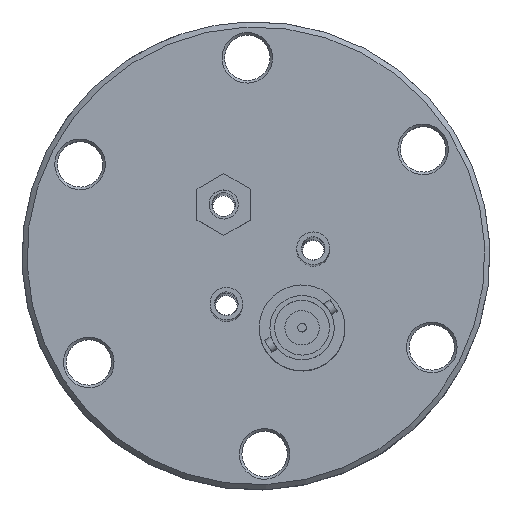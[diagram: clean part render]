
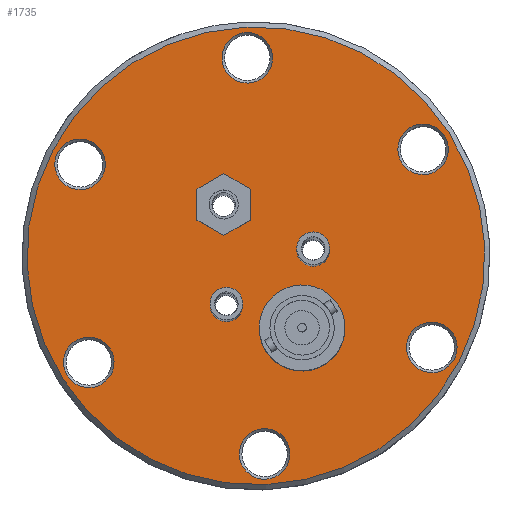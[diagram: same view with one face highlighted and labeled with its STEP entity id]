
A CAD part, top view. The second image highlights one B-rep face of the part: STEP entity #1735.
In plain terms, the highlighted face is planar.
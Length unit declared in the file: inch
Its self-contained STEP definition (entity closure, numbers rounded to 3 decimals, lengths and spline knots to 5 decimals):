
#1735=ADVANCED_FACE('',(#2543,#2544,#2545,#2546,#2547,#2548,#2549,#2550,
#2551,#2552,#2553),#2179,.T.);
#2179=PLANE('',#7620);
#2543=FACE_BOUND('',#2826,.T.);
#2544=FACE_BOUND('',#2827,.T.);
#2545=FACE_BOUND('',#2828,.T.);
#2546=FACE_BOUND('',#2829,.T.);
#2547=FACE_BOUND('',#2830,.T.);
#2548=FACE_BOUND('',#2831,.T.);
#2549=FACE_BOUND('',#2832,.T.);
#2550=FACE_BOUND('',#2833,.T.);
#2551=FACE_BOUND('',#2834,.T.);
#2552=FACE_BOUND('',#2835,.T.);
#2553=FACE_BOUND('',#2836,.T.);
#2826=EDGE_LOOP('',(#3429));
#2827=EDGE_LOOP('',(#3430));
#2828=EDGE_LOOP('',(#3431));
#2829=EDGE_LOOP('',(#3432));
#2830=EDGE_LOOP('',(#3433));
#2831=EDGE_LOOP('',(#3434));
#2832=EDGE_LOOP('',(#3435));
#2833=EDGE_LOOP('',(#3436));
#2834=EDGE_LOOP('',(#3437));
#2835=EDGE_LOOP('',(#3438));
#2836=EDGE_LOOP('',(#3439));
#3429=ORIENTED_EDGE('',*,*,#6342,.T.);
#3430=ORIENTED_EDGE('',*,*,#6343,.F.);
#3431=ORIENTED_EDGE('',*,*,#6344,.F.);
#3432=ORIENTED_EDGE('',*,*,#6345,.F.);
#3433=ORIENTED_EDGE('',*,*,#6346,.T.);
#3434=ORIENTED_EDGE('',*,*,#6341,.F.);
#3435=ORIENTED_EDGE('',*,*,#6347,.F.);
#3436=ORIENTED_EDGE('',*,*,#6348,.F.);
#3437=ORIENTED_EDGE('',*,*,#6349,.F.);
#3438=ORIENTED_EDGE('',*,*,#6350,.F.);
#3439=ORIENTED_EDGE('',*,*,#6351,.F.);
#5577=VERTEX_POINT('',#9758);
#5578=VERTEX_POINT('',#9761);
#5579=VERTEX_POINT('',#9763);
#5580=VERTEX_POINT('',#9765);
#5581=VERTEX_POINT('',#9767);
#5582=VERTEX_POINT('',#9769);
#5583=VERTEX_POINT('',#9771);
#5584=VERTEX_POINT('',#9773);
#5585=VERTEX_POINT('',#9775);
#5586=VERTEX_POINT('',#9777);
#5587=VERTEX_POINT('',#9779);
#6341=EDGE_CURVE('',#5577,#5577,#7413,.T.);
#6342=EDGE_CURVE('',#5578,#5578,#7414,.T.);
#6343=EDGE_CURVE('',#5579,#5579,#7415,.T.);
#6344=EDGE_CURVE('',#5580,#5580,#7416,.T.);
#6345=EDGE_CURVE('',#5581,#5581,#7417,.T.);
#6346=EDGE_CURVE('',#5582,#5582,#7418,.T.);
#6347=EDGE_CURVE('',#5583,#5583,#7419,.T.);
#6348=EDGE_CURVE('',#5584,#5584,#7420,.T.);
#6349=EDGE_CURVE('',#5585,#5585,#7421,.T.);
#6350=EDGE_CURVE('',#5586,#5586,#7422,.T.);
#6351=EDGE_CURVE('',#5587,#5587,#7423,.T.);
#7413=CIRCLE('',#7608,0.1475);
#7414=CIRCLE('',#7610,0.25);
#7415=CIRCLE('',#7611,0.0955);
#7416=CIRCLE('',#7612,0.0955);
#7417=CIRCLE('',#7613,0.0955);
#7418=CIRCLE('',#7614,1.335);
#7419=CIRCLE('',#7615,0.1475);
#7420=CIRCLE('',#7616,0.1475);
#7421=CIRCLE('',#7617,0.1475);
#7422=CIRCLE('',#7618,0.1475);
#7423=CIRCLE('',#7619,0.1475);
#7608=AXIS2_PLACEMENT_3D('',#9757,#8236,#8237);
#7610=AXIS2_PLACEMENT_3D('',#9760,#8240,#8241);
#7611=AXIS2_PLACEMENT_3D('',#9762,#8242,#8243);
#7612=AXIS2_PLACEMENT_3D('',#9764,#8244,#8245);
#7613=AXIS2_PLACEMENT_3D('',#9766,#8246,#8247);
#7614=AXIS2_PLACEMENT_3D('',#9768,#8248,#8249);
#7615=AXIS2_PLACEMENT_3D('',#9770,#8250,#8251);
#7616=AXIS2_PLACEMENT_3D('',#9772,#8252,#8253);
#7617=AXIS2_PLACEMENT_3D('',#9774,#8254,#8255);
#7618=AXIS2_PLACEMENT_3D('',#9776,#8256,#8257);
#7619=AXIS2_PLACEMENT_3D('',#9778,#8258,#8259);
#7620=AXIS2_PLACEMENT_3D('',#9780,#8260,#8261);
#8236=DIRECTION('',(0.,0.,-1.));
#8237=DIRECTION('',(-0.87,-0.492,0.));
#8240=DIRECTION('',(0.,0.,1.));
#8241=DIRECTION('',(0.87,0.492,0.));
#8242=DIRECTION('',(0.,0.,-1.));
#8243=DIRECTION('',(-1.,0.,0.));
#8244=DIRECTION('',(0.,0.,-1.));
#8245=DIRECTION('',(-1.,0.,0.));
#8246=DIRECTION('',(0.,0.,-1.));
#8247=DIRECTION('',(-1.,0.,0.));
#8248=DIRECTION('',(0.,0.,-1.));
#8249=DIRECTION('',(-0.492,0.87,0.));
#8250=DIRECTION('',(0.,0.,-1.));
#8251=DIRECTION('',(0.87,0.492,0.));
#8252=DIRECTION('',(0.,0.,-1.));
#8253=DIRECTION('',(0.87,0.492,0.));
#8254=DIRECTION('',(0.,0.,-1.));
#8255=DIRECTION('',(0.87,0.492,0.));
#8256=DIRECTION('',(0.,0.,-1.));
#8257=DIRECTION('',(0.87,0.492,0.));
#8258=DIRECTION('',(0.,0.,-1.));
#8259=DIRECTION('',(0.87,0.492,0.));
#8260=DIRECTION('',(0.,0.,-1.));
#8261=DIRECTION('',(-0.492,0.87,0.));
#9757=CARTESIAN_POINT('',(13.93785,-4.86368,-7.00689));
#9758=CARTESIAN_POINT('',(13.80946,-4.93631,-7.00689));
#9760=CARTESIAN_POINT('',(14.50264,-6.36983,-7.00689));
#9761=CARTESIAN_POINT('',(14.72024,-6.24673,-7.00689));
#9762=CARTESIAN_POINT('',(14.5101,-5.51986,-7.00689));
#9763=CARTESIAN_POINT('',(14.4146,-5.51986,-7.00689));
#9764=CARTESIAN_POINT('',(14.8057,-6.02247,-7.00689));
#9765=CARTESIAN_POINT('',(14.7102,-6.02247,-7.00689));
#9766=CARTESIAN_POINT('',(14.20573,-6.01721,-7.00689));
#9767=CARTESIAN_POINT('',(14.11023,-6.01721,-7.00689));
#9768=CARTESIAN_POINT('',(14.50703,-5.86985,-7.00689));
#9769=CARTESIAN_POINT('',(13.84971,-4.70788,-7.00689));
#9770=CARTESIAN_POINT('',(15.0938,-4.87384,-7.00689));
#9771=CARTESIAN_POINT('',(15.22218,-4.80121,-7.00689));
#9772=CARTESIAN_POINT('',(15.66299,-5.88,-7.00689));
#9773=CARTESIAN_POINT('',(15.79137,-5.80737,-7.00689));
#9774=CARTESIAN_POINT('',(15.07622,-6.87601,-7.00689));
#9775=CARTESIAN_POINT('',(15.2046,-6.80338,-7.00689));
#9776=CARTESIAN_POINT('',(13.92026,-6.86586,-7.00689));
#9777=CARTESIAN_POINT('',(14.04864,-6.79323,-7.00689));
#9778=CARTESIAN_POINT('',(13.35108,-5.85969,-7.00689));
#9779=CARTESIAN_POINT('',(13.47946,-5.78707,-7.00689));
#9780=CARTESIAN_POINT('',(14.50703,-5.86985,-7.00689));
